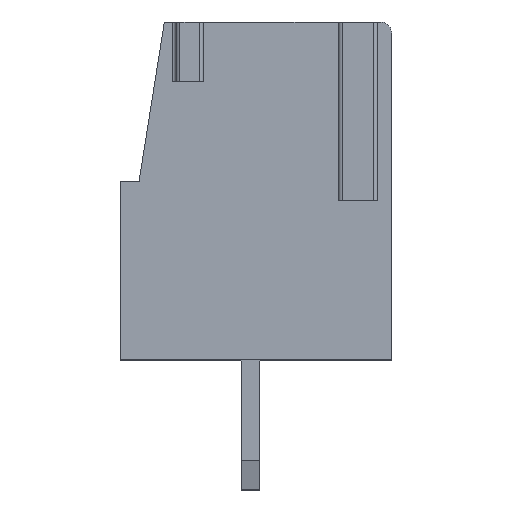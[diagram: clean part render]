
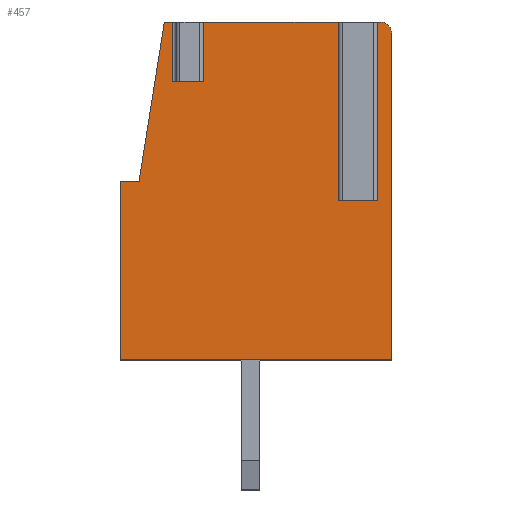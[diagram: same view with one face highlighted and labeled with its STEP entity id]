
A CAD part, left-side view. The second image highlights one B-rep face of the part: STEP entity #457.
In plain terms, the highlighted planar face has unit normal (-1, 0, 0).
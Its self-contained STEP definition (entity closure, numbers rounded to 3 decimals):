
#457 = ADVANCED_FACE( '', ( #990 ), #991, .F. );
#990 = FACE_OUTER_BOUND( '', #1618, .T. );
#991 = PLANE( '', #1619 );
#1618 = EDGE_LOOP( '', ( #2782, #2783, #2784, #2785, #2786, #2787, #2788, #2789, #2790, #2791, #2792, #2793, #2794, #2795, #2796 ) );
#1619 = AXIS2_PLACEMENT_3D( '', #2797, #2798, #2799 );
#2782 = ORIENTED_EDGE( '', *, *, #4379, .T. );
#2783 = ORIENTED_EDGE( '', *, *, #4380, .T. );
#2784 = ORIENTED_EDGE( '', *, *, #4331, .T. );
#2785 = ORIENTED_EDGE( '', *, *, #4300, .T. );
#2786 = ORIENTED_EDGE( '', *, *, #4381, .T. );
#2787 = ORIENTED_EDGE( '', *, *, #4382, .T. );
#2788 = ORIENTED_EDGE( '', *, *, #4383, .F. );
#2789 = ORIENTED_EDGE( '', *, *, #4384, .T. );
#2790 = ORIENTED_EDGE( '', *, *, #4079, .T. );
#2791 = ORIENTED_EDGE( '', *, *, #3936, .F. );
#2792 = ORIENTED_EDGE( '', *, *, #4385, .T. );
#2793 = ORIENTED_EDGE( '', *, *, #4386, .T. );
#2794 = ORIENTED_EDGE( '', *, *, #4340, .T. );
#2795 = ORIENTED_EDGE( '', *, *, #4091, .F. );
#2796 = ORIENTED_EDGE( '', *, *, #4387, .T. );
#2797 = CARTESIAN_POINT( '', ( -1.75, -8.03, 0. ) );
#2798 = DIRECTION( '', ( 1., 0., 0. ) );
#2799 = DIRECTION( '', ( 0., 0., 1. ) );
#3936 = EDGE_CURVE( '', #4718, #4719, #4720, .T. );
#4079 = EDGE_CURVE( '', #4969, #4719, #4970, .T. );
#4091 = EDGE_CURVE( '', #4988, #4989, #4990, .T. );
#4300 = EDGE_CURVE( '', #5325, #5328, #5330, .T. );
#4331 = EDGE_CURVE( '', #5376, #5325, #5378, .T. );
#4340 = EDGE_CURVE( '', #5389, #4989, #5390, .T. );
#4379 = EDGE_CURVE( '', #5451, #5452, #5453, .T. );
#4380 = EDGE_CURVE( '', #5452, #5376, #5454, .T. );
#4381 = EDGE_CURVE( '', #5328, #5455, #5456, .T. );
#4382 = EDGE_CURVE( '', #5455, #5457, #5458, .T. );
#4383 = EDGE_CURVE( '', #5459, #5457, #5460, .T. );
#4384 = EDGE_CURVE( '', #5459, #4969, #5461, .T. );
#4385 = EDGE_CURVE( '', #4718, #5462, #5463, .T. );
#4386 = EDGE_CURVE( '', #5462, #5389, #5464, .T. );
#4387 = EDGE_CURVE( '', #4988, #5451, #5465, .T. );
#4718 = VERTEX_POINT( '', #5874 );
#4719 = VERTEX_POINT( '', #5875 );
#4720 = LINE( '', #5876, #5877 );
#4969 = VERTEX_POINT( '', #6226 );
#4970 = LINE( '', #6227, #6228 );
#4988 = VERTEX_POINT( '', #6253 );
#4989 = VERTEX_POINT( '', #6254 );
#4990 = LINE( '', #6255, #6256 );
#5325 = VERTEX_POINT( '', #6735 );
#5328 = VERTEX_POINT( '', #6740 );
#5330 = LINE( '', #6743, #6744 );
#5376 = VERTEX_POINT( '', #6809 );
#5378 = LINE( '', #6812, #6813 );
#5389 = VERTEX_POINT( '', #6828 );
#5390 = LINE( '', #6829, #6830 );
#5451 = VERTEX_POINT( '', #6921 );
#5452 = VERTEX_POINT( '', #6922 );
#5453 = LINE( '', #6923, #6924 );
#5454 = LINE( '', #6925, #6926 );
#5455 = VERTEX_POINT( '', #6927 );
#5456 = LINE( '', #6928, #6929 );
#5457 = VERTEX_POINT( '', #6930 );
#5458 = LINE( '', #6931, #6932 );
#5459 = VERTEX_POINT( '', #6933 );
#5460 = CIRCLE( '', #6934, 0.3 );
#5461 = LINE( '', #6935, #6936 );
#5462 = VERTEX_POINT( '', #6937 );
#5463 = LINE( '', #6938, #6939 );
#5464 = LINE( '', #6940, #6941 );
#5465 = LINE( '', #6942, #6943 );
#5874 = CARTESIAN_POINT( '', ( -1.75, -5.973, 4.3 ) );
#5875 = CARTESIAN_POINT( '', ( -1.75, -6.827, 4.3 ) );
#5876 = CARTESIAN_POINT( '', ( -1.75, -3.5, 4.3 ) );
#5877 = VECTOR( '', #7504, 1000. );
#6226 = CARTESIAN_POINT( '', ( -1.75, -6.827, 9.1 ) );
#6227 = CARTESIAN_POINT( '', ( -1.75, -6.827, 9.1 ) );
#6228 = VECTOR( '', #7656, 1000. );
#6253 = CARTESIAN_POINT( '', ( -1.75, -1.4, 7.5 ) );
#6254 = CARTESIAN_POINT( '', ( -1.75, -2.127, 7.5 ) );
#6255 = CARTESIAN_POINT( '', ( -1.75, -3.5, 7.5 ) );
#6256 = VECTOR( '', #7667, 1000. );
#6735 = CARTESIAN_POINT( '', ( -1.75, 0., 4.8 ) );
#6740 = CARTESIAN_POINT( '', ( -1.75, 0., 0. ) );
#6743 = CARTESIAN_POINT( '', ( -1.75, 0., 0. ) );
#6744 = VECTOR( '', #7887, 1000. );
#6809 = CARTESIAN_POINT( '', ( -1.75, -0.5, 4.8 ) );
#6812 = CARTESIAN_POINT( '', ( -1.75, -3.5, 4.8 ) );
#6813 = VECTOR( '', #7917, 1000. );
#6828 = CARTESIAN_POINT( '', ( -1.75, -2.127, 9.1 ) );
#6829 = CARTESIAN_POINT( '', ( -1.75, -2.127, 9.1 ) );
#6830 = VECTOR( '', #7925, 1000. );
#6921 = CARTESIAN_POINT( '', ( -1.75, -1.4, 9.1 ) );
#6922 = CARTESIAN_POINT( '', ( -1.75, -1.181, 9.1 ) );
#6923 = CARTESIAN_POINT( '', ( -1.75, -3.5, 9.1 ) );
#6924 = VECTOR( '', #7959, 1000. );
#6925 = CARTESIAN_POINT( '', ( -1.75, 0.26, 0. ) );
#6926 = VECTOR( '', #7960, 1000. );
#6927 = CARTESIAN_POINT( '', ( -1.75, -7.3, 0. ) );
#6928 = CARTESIAN_POINT( '', ( -1.75, -3.5, 0. ) );
#6929 = VECTOR( '', #7961, 1000. );
#6930 = CARTESIAN_POINT( '', ( -1.75, -7.3, 8.8 ) );
#6931 = CARTESIAN_POINT( '', ( -1.75, -7.3, 0. ) );
#6932 = VECTOR( '', #7962, 1000. );
#6933 = CARTESIAN_POINT( '', ( -1.75, -7., 9.1 ) );
#6934 = AXIS2_PLACEMENT_3D( '', #7963, #7964, #7965 );
#6935 = CARTESIAN_POINT( '', ( -1.75, -3.5, 9.1 ) );
#6936 = VECTOR( '', #7966, 1000. );
#6937 = CARTESIAN_POINT( '', ( -1.75, -5.973, 9.1 ) );
#6938 = CARTESIAN_POINT( '', ( -1.75, -5.973, 4.3 ) );
#6939 = VECTOR( '', #7967, 1000. );
#6940 = CARTESIAN_POINT( '', ( -1.75, -3.5, 9.1 ) );
#6941 = VECTOR( '', #7968, 1000. );
#6942 = CARTESIAN_POINT( '', ( -1.75, -1.4, 7.5 ) );
#6943 = VECTOR( '', #7969, 1000. );
#7504 = DIRECTION( '', ( 0., -1., 0. ) );
#7656 = DIRECTION( '', ( 0., 0., -1. ) );
#7667 = DIRECTION( '', ( 0., -1., 0. ) );
#7887 = DIRECTION( '', ( 0., 0., -1. ) );
#7917 = DIRECTION( '', ( 0., 1., 0. ) );
#7925 = DIRECTION( '', ( 0., 0., -1. ) );
#7959 = DIRECTION( '', ( 0., 1., 0. ) );
#7960 = DIRECTION( '', ( 0., 0.156, -0.988 ) );
#7961 = DIRECTION( '', ( 0., -1., 0. ) );
#7962 = DIRECTION( '', ( 0., 0., 1. ) );
#7963 = CARTESIAN_POINT( '', ( -1.75, -7., 8.8 ) );
#7964 = DIRECTION( '', ( 1., 0., 0. ) );
#7965 = DIRECTION( '', ( 0., -1., 0. ) );
#7966 = DIRECTION( '', ( 0., 1., 0. ) );
#7967 = DIRECTION( '', ( 0., 0., 1. ) );
#7968 = DIRECTION( '', ( 0., 1., 0. ) );
#7969 = DIRECTION( '', ( 0., 0., 1. ) );
